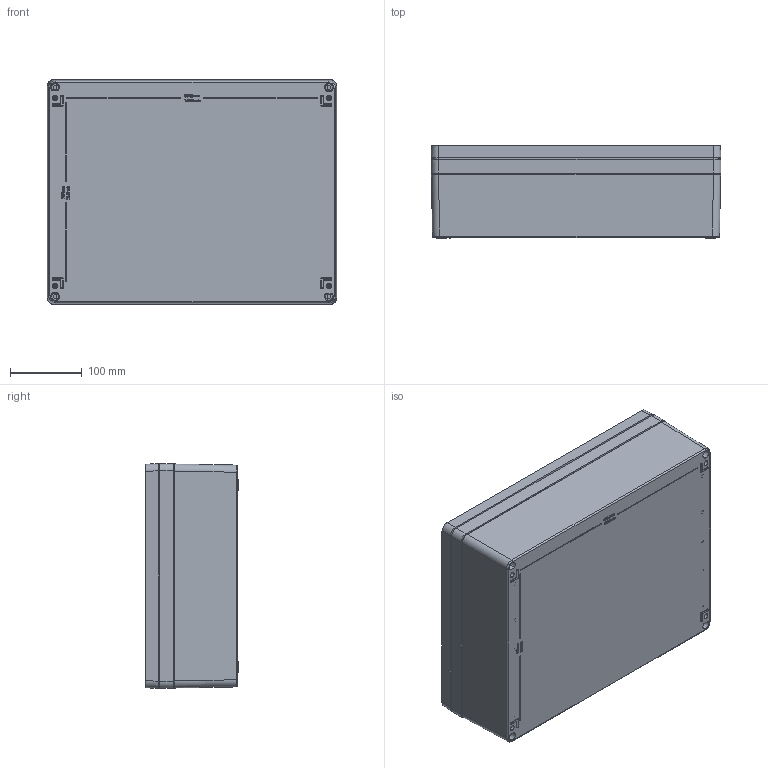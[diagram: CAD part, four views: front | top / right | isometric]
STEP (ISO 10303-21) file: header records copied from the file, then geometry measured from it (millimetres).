
FILE_DESCRIPTION (( 'STEP AP214' ), '1' );
FILE_NAME ('13200500.STEP', '2012-04-27T07:36:04', ( ' ' ), ( '' ), 'SwSTEP 2.0', 'SolidWorks 2011', '' );
FILE_SCHEMA (( 'AUTOMOTIVE_DESIGN' ));
Length unit declared in the file: millimetre
Products named in the file (8): 93038; 83111; 93117; 99999; 08771_Bearbeitung nach Zeichnung 13-2-087800-01-0; 08971_Bearbeitung nach Zeichng. 13-2-089570-01-0; 01071_Bearbeitung nach Zeichng.01-2-010710-01-0; 13200500
Assembly tree (14 placements, depth 2):
  13200500
    93038  x4
    99999  x2
    01071_Bearbeitung nach Zeichng.01-2-010710-01-0
    83111  x4
    08971_Bearbeitung nach Zeichng. 13-2-089570-01-0
    93117
    08771_Bearbeitung nach Zeichnung 13-2-087800-01-0
Bounding box: 405 x 129.6 x 314 mm (x, y, z)
Volume: 1963169.6 mm3; surface area: 790866.3 mm2
Topology: 15 solids, 15 shells, 1756 faces, 4357 edges, 2761 vertices
Faces by surface type: plane 759, bspline 377, cone 283, cylinder 255, torus 82
Entity records: 71568 total; most frequent: CARTESIAN_POINT 35080, ORIENTED_EDGE 8022, DIRECTION 6189, EDGE_CURVE 4011, VERTEX_POINT 2576, AXIS2_PLACEMENT_3D 2074, VECTOR 2041, LINE 2041
